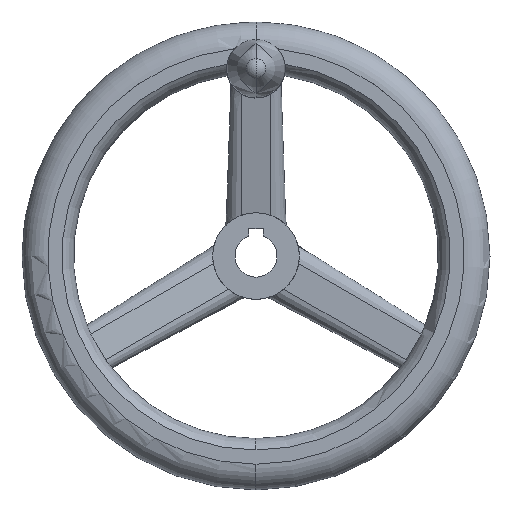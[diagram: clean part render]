
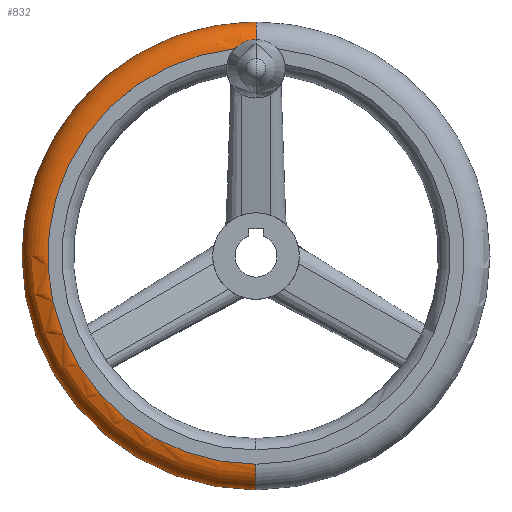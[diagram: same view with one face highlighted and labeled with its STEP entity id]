
A CAD part, top view. The second image highlights one B-rep face of the part: STEP entity #832.
In plain terms, the highlighted toroidal (fillet/blend) face has major radius 89 mm and minor radius 11 mm.
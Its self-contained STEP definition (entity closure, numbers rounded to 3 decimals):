
#354=EDGE_CURVE('',#486,#824,#918,.T.);
#418=EDGE_CURVE('',#540,#824,#986,.T.);
#486=VERTEX_POINT('',#1063);
#540=VERTEX_POINT('',#1124);
#568=VERTEX_POINT('',#1154);
#588=EDGE_CURVE('',#486,#568,#1177,.T.);
#590=EDGE_CURVE('',#540,#784,#1179,.T.);
#682=EDGE_CURVE('',#568,#784,#1277,.T.);
#784=VERTEX_POINT('',#1389);
#824=VERTEX_POINT('',#1433);
#832=ADVANCED_FACE('',(#1441),#1442,.T.);
#918=CIRCLE('',#1582,11.0);
#986=CIRCLE('',#1726,100.0);
#1063=CARTESIAN_POINT('',(0.,-89.0,45.0));
#1124=CARTESIAN_POINT('',(0.,100.0,34.0));
#1154=CARTESIAN_POINT('',(-9.138,88.53,45.));
#1177=CIRCLE('',#2072,89.0);
#1179=CIRCLE('',#2075,11.0);
#1277=CIRCLE('',#2270,89.0);
#1389=CARTESIAN_POINT('',(0.,89.0,45.0));
#1433=CARTESIAN_POINT('',(0.,-100.0,34.0));
#1441=FACE_OUTER_BOUND('',#2602,.T.);
#1442=TOROIDAL_SURFACE('',#2603,89.0,11.0);
#1582=AXIS2_PLACEMENT_3D('',#2699,#2700,#2701);
#1726=AXIS2_PLACEMENT_3D('',#2760,#2761,#2762);
#2072=AXIS2_PLACEMENT_3D('',#2990,#2991,#2992);
#2075=AXIS2_PLACEMENT_3D('',#2993,#2994,#2995);
#2270=AXIS2_PLACEMENT_3D('',#3105,#3106,#3107);
#2602=EDGE_LOOP('',(#3305,#3306,#3307,#3308,#3309));
#2603=AXIS2_PLACEMENT_3D('',#3310,#3311,#3312);
#2699=CARTESIAN_POINT('',(0.,-89.,34.0));
#2700=DIRECTION('',(1.0,0.,0.));
#2701=DIRECTION('',(0.,-1.0,0.));
#2760=CARTESIAN_POINT('',(0.,0.,34.0));
#2761=DIRECTION('',(0.,0.,1.0));
#2762=DIRECTION('',(1.0,0.0,0.));
#2990=CARTESIAN_POINT('',(0.,0.,45.0));
#2991=DIRECTION('',(0.,0.,-1.0));
#2992=DIRECTION('',(0.,1.0,0.));
#2993=CARTESIAN_POINT('',(0.,89.0,34.0));
#2994=DIRECTION('',(1.0,0.,0.));
#2995=DIRECTION('',(0.,1.0,0.));
#3105=CARTESIAN_POINT('',(0.,0.,45.0));
#3106=DIRECTION('',(0.,0.,-1.0));
#3107=DIRECTION('',(0.,1.0,0.));
#3305=ORIENTED_EDGE('',*,*,#418,.T.);
#3306=ORIENTED_EDGE('',*,*,#354,.F.);
#3307=ORIENTED_EDGE('',*,*,#588,.T.);
#3308=ORIENTED_EDGE('',*,*,#682,.T.);
#3309=ORIENTED_EDGE('',*,*,#590,.F.);
#3310=CARTESIAN_POINT('',(0.,0.,34.0));
#3311=DIRECTION('',(0.,0.,1.0));
#3312=DIRECTION('',(0.,1.0,0.0));
